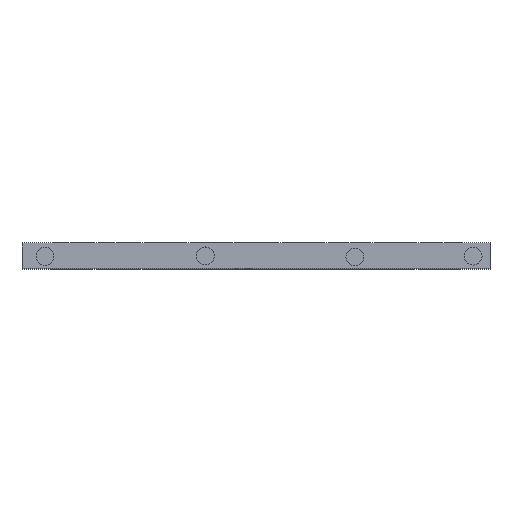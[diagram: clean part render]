
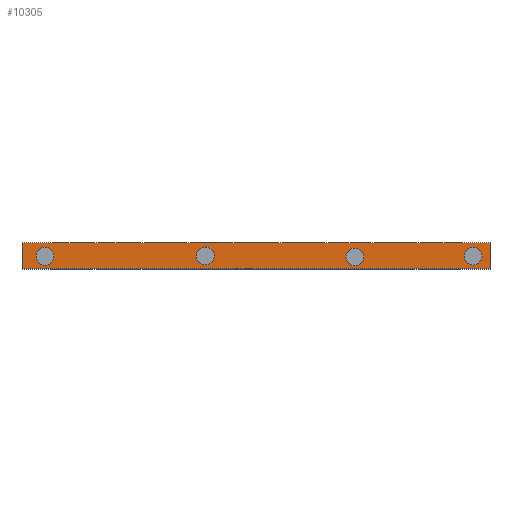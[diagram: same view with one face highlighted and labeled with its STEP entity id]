
A CAD part, top view. The second image highlights one B-rep face of the part: STEP entity #10305.
In plain terms, the highlighted planar face has unit normal (0, 0, 1).
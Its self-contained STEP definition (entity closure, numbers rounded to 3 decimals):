
#31=CIRCLE('',#10503,1.75);
#33=CIRCLE('',#10507,1.75);
#35=CIRCLE('',#10511,1.75);
#37=CIRCLE('',#10515,1.75);
#173=FACE_BOUND('',#1241,.T.);
#174=FACE_BOUND('',#1242,.T.);
#175=FACE_BOUND('',#1243,.T.);
#176=FACE_BOUND('',#1244,.T.);
#647=FACE_OUTER_BOUND('',#1240,.T.);
#1240=EDGE_LOOP('',(#9368,#9369,#9370,#9371));
#1241=EDGE_LOOP('',(#9372));
#1242=EDGE_LOOP('',(#9373));
#1243=EDGE_LOOP('',(#9374));
#1244=EDGE_LOOP('',(#9375));
#1317=LINE('',#13379,#2734);
#1732=LINE('',#14203,#3149);
#2658=LINE('',#16104,#4075);
#2661=LINE('',#16109,#4078);
#2734=VECTOR('',#10919,10.);
#3149=VECTOR('',#11360,10.);
#4075=VECTOR('',#13214,10.);
#4078=VECTOR('',#13221,10.);
#4144=VERTEX_POINT('',#13377);
#4145=VERTEX_POINT('',#13378);
#4540=VERTEX_POINT('',#14201);
#4541=VERTEX_POINT('',#14202);
#5045=VERTEX_POINT('',#15517);
#5047=VERTEX_POINT('',#15524);
#5049=VERTEX_POINT('',#15531);
#5051=VERTEX_POINT('',#15538);
#5125=EDGE_CURVE('',#4144,#4145,#1317,.T.);
#5540=EDGE_CURVE('',#4540,#4541,#1732,.T.);
#6212=EDGE_CURVE('',#5045,#5045,#31,.T.);
#6215=EDGE_CURVE('',#5047,#5047,#33,.T.);
#6218=EDGE_CURVE('',#5049,#5049,#35,.T.);
#6221=EDGE_CURVE('',#5051,#5051,#37,.T.);
#6490=EDGE_CURVE('',#4541,#4144,#2658,.T.);
#6493=EDGE_CURVE('',#4540,#4145,#2661,.T.);
#9368=ORIENTED_EDGE('',*,*,#5540,.F.);
#9369=ORIENTED_EDGE('',*,*,#6493,.T.);
#9370=ORIENTED_EDGE('',*,*,#5125,.F.);
#9371=ORIENTED_EDGE('',*,*,#6490,.F.);
#9372=ORIENTED_EDGE('',*,*,#6212,.T.);
#9373=ORIENTED_EDGE('',*,*,#6215,.T.);
#9374=ORIENTED_EDGE('',*,*,#6218,.T.);
#9375=ORIENTED_EDGE('',*,*,#6221,.T.);
#9834=PLANE('',#10814);
#10305=ADVANCED_FACE('',(#647,#173,#174,#175,#176),#9834,.T.);
#10503=AXIS2_PLACEMENT_3D('',#15518,#12326,#12327);
#10507=AXIS2_PLACEMENT_3D('',#15525,#12335,#12336);
#10511=AXIS2_PLACEMENT_3D('',#15532,#12344,#12345);
#10515=AXIS2_PLACEMENT_3D('',#15539,#12353,#12354);
#10814=AXIS2_PLACEMENT_3D('',#16110,#13222,#13223);
#10919=DIRECTION('',(-1.,0.,0.));
#11360=DIRECTION('',(1.,0.,0.));
#12326=DIRECTION('center_axis',(0.,0.,-1.));
#12327=DIRECTION('ref_axis',(-1.,0.,0.));
#12335=DIRECTION('center_axis',(0.,0.,-1.));
#12336=DIRECTION('ref_axis',(-1.,0.,0.));
#12344=DIRECTION('center_axis',(0.,0.,-1.));
#12345=DIRECTION('ref_axis',(-1.,0.,0.));
#12353=DIRECTION('center_axis',(0.,0.,-1.));
#12354=DIRECTION('ref_axis',(-1.,0.,0.));
#13214=DIRECTION('',(0.,-1.,0.));
#13221=DIRECTION('',(0.,-1.,0.));
#13222=DIRECTION('center_axis',(0.,0.,1.));
#13223=DIRECTION('ref_axis',(-1.,0.,0.));
#13377=CARTESIAN_POINT('',(96.942,575.,278.783));
#13378=CARTESIAN_POINT('',(5.342,575.,278.783));
#13379=CARTESIAN_POINT('',(5.342,575.,278.783));
#14201=CARTESIAN_POINT('',(5.342,580.,278.783));
#14202=CARTESIAN_POINT('',(96.942,580.,278.783));
#14203=CARTESIAN_POINT('',(5.342,580.,278.783));
#15517=CARTESIAN_POINT('',(72.243,577.243,278.783));
#15518=CARTESIAN_POINT('Origin',(70.493,577.243,278.783));
#15524=CARTESIAN_POINT('',(95.387,577.404,278.783));
#15525=CARTESIAN_POINT('Origin',(93.637,577.404,278.783));
#15531=CARTESIAN_POINT('',(11.602,577.37,278.783));
#15532=CARTESIAN_POINT('Origin',(9.852,577.37,278.783));
#15538=CARTESIAN_POINT('',(42.968,577.454,278.783));
#15539=CARTESIAN_POINT('Origin',(41.218,577.454,278.783));
#16104=CARTESIAN_POINT('',(96.942,580.,278.783));
#16109=CARTESIAN_POINT('',(5.342,580.,278.783));
#16110=CARTESIAN_POINT('Origin',(96.942,580.,278.783));
